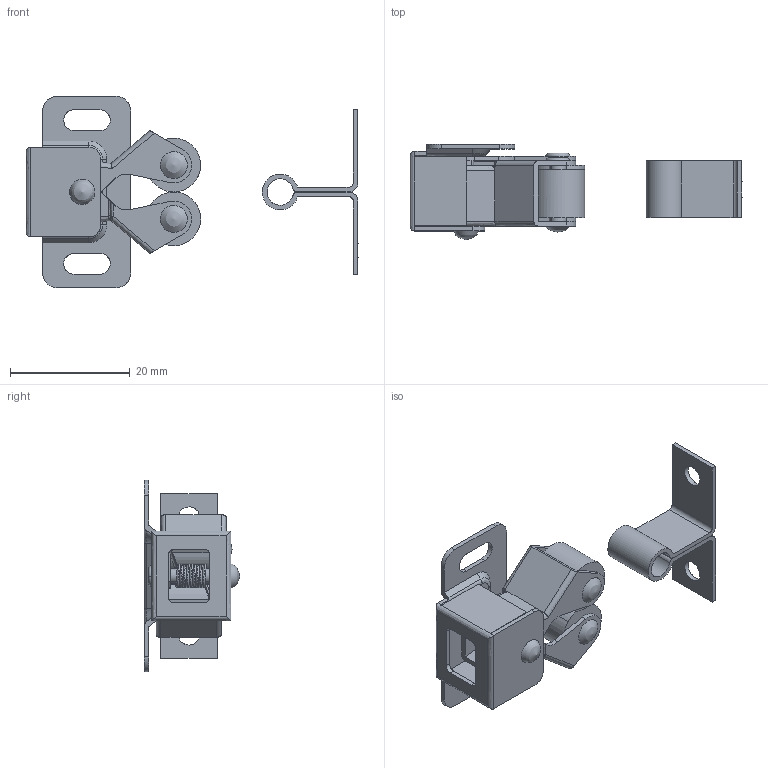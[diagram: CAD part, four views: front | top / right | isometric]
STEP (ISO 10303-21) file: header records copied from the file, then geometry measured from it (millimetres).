
FILE_DESCRIPTION((''),'2;1');
FILE_NAME('','2009-04-17T14:27:10',(''),(''),'','CADfix','');
FILE_SCHEMA(('AUTOMOTIVE_DESIGN { 1 0 10303 214 1 1 1 1 }'));
Length unit declared in the file: millimetre
Bounding box: 55.5 x 16 x 32 mm (x, y, z)
Volume: 3009.5 mm3; surface area: 6602 mm2
Topology: 10 solids, 10 shells, 238 faces, 802 edges, 588 vertices
Faces by surface type: bspline 238
Entity records: 14766 total; most frequent: CARTESIAN_POINT 9939, ORIENTED_EDGE 1600, EDGE_CURVE 800, VERTEX_POINT 588, B_SPLINE_CURVE_WITH_KNOTS 443, QUASI_UNIFORM_CURVE 340, EDGE_LOOP 278, FACE_OUTER_BOUND 238
